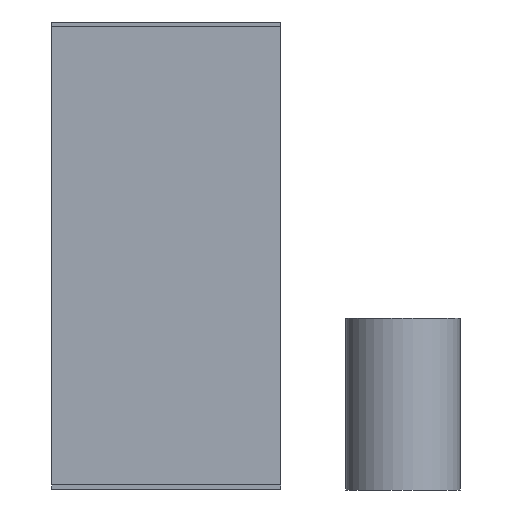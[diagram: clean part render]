
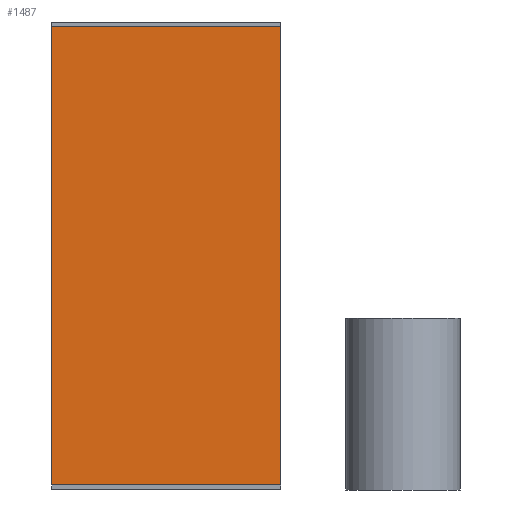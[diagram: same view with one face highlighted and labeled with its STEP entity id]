
A CAD part, left-side view. The second image highlights one B-rep face of the part: STEP entity #1487.
In plain terms, the highlighted face is planar.
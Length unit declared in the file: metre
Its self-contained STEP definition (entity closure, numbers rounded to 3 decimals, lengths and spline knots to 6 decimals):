
#427=ORIENTED_EDGE('',*,*,#619,.F.);
#428=ORIENTED_EDGE('',*,*,#623,.T.);
#429=ORIENTED_EDGE('',*,*,#626,.T.);
#430=ORIENTED_EDGE('',*,*,#628,.F.);
#619=EDGE_CURVE('',#741,#742,#913,.T.);
#623=EDGE_CURVE('',#741,#744,#917,.T.);
#626=EDGE_CURVE('',#744,#746,#920,.T.);
#628=EDGE_CURVE('',#742,#746,#922,.T.);
#741=VERTEX_POINT('',#2651);
#742=VERTEX_POINT('',#2653);
#744=VERTEX_POINT('',#2659);
#746=VERTEX_POINT('',#2665);
#913=LINE('',#2652,#1093);
#917=LINE('',#2660,#1097);
#920=LINE('',#2666,#1100);
#922=LINE('',#2669,#1102);
#1093=VECTOR('',#2252,1.);
#1097=VECTOR('',#2258,1.);
#1100=VECTOR('',#2263,1.);
#1102=VECTOR('',#2267,1.);
#1195=EDGE_LOOP('',(#427,#428,#429,#430));
#1283=FACE_BOUND('',#1195,.T.);
#1363=PLANE('',#1919);
#1487=ADVANCED_FACE('',(#1283),#1363,.T.);
#1919=AXIS2_PLACEMENT_3D('',#2670,#2268,#2269);
#2252=DIRECTION('',(0.,0.,1.));
#2258=DIRECTION('',(0.,1.,0.));
#2263=DIRECTION('',(0.,0.,1.));
#2267=DIRECTION('',(0.,1.,0.));
#2268=DIRECTION('',(1.,0.,0.));
#2269=DIRECTION('',(0.,1.,0.));
#2651=CARTESIAN_POINT('',(0.0254,0.,0.));
#2652=CARTESIAN_POINT('',(0.0254,0.,0.6096));
#2653=CARTESIAN_POINT('',(0.0254,0.,1.2192));
#2659=CARTESIAN_POINT('',(0.0254,0.6096,0.));
#2660=CARTESIAN_POINT('',(0.0254,0.3048,0.));
#2665=CARTESIAN_POINT('',(0.0254,0.6096,1.2192));
#2666=CARTESIAN_POINT('',(0.0254,0.6096,0.6096));
#2669=CARTESIAN_POINT('',(0.0254,0.3048,1.2192));
#2670=CARTESIAN_POINT('',(0.0254,0.3048,0.6096));
